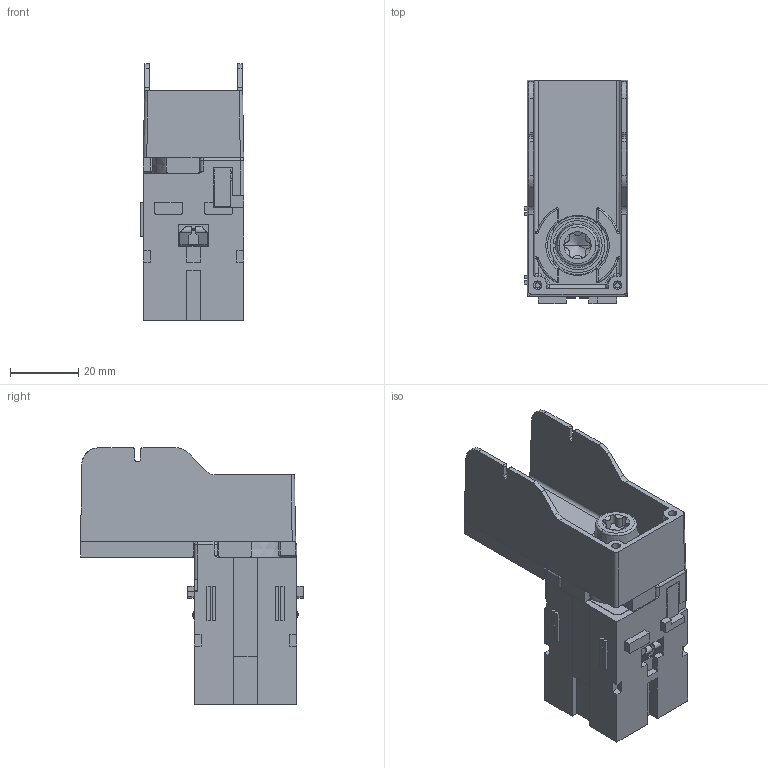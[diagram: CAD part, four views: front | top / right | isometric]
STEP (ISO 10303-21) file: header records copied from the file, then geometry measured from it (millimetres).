
FILE_DESCRIPTION(('Creo Elements/Direct Modeling STEP Export'),'2;1');
FILE_NAME('0ln7uvk5p88af0c5692','2023-02-16T16:41:56',(''),(''),'Creo Elements/Direct Modeling STEP processor for AP214 (Solid Model)','Creo Elements/Direct Modeling 20.1B 02-Apr-2019 (C) Parametric Technology GmbH','');
FILE_SCHEMA(('AUTOMOTIVE_DESIGN { 1 0 10303 214 1 1 1 1 }'));
Length unit declared in the file: millimetre
Products named in the file (3): Insulated cover plate; CX 01 30PEAM
Assembly tree (2 placements, depth 2):
  CX 01 30PEAM
    CX 01 30PEAM
    Insulated cover plate
Bounding box: 30.3 x 65.3 x 75.1 mm (x, y, z)
Volume: 43751.3 mm3; surface area: 31660.4 mm2
Topology: 2 solids, 2 shells, 761 faces, 2031 edges, 1245 vertices
Faces by surface type: plane 342, cylinder 257, bspline 57, sphere 46, torus 37, cone 20, extrusion 2
Entity records: 38318 total; most frequent: CARTESIAN_POINT 14354, ORIENTED_EDGE 3974, DIRECTION 3417, EDGE_CURVE 1987, VERTEX_POINT 1249, AXIS2_PLACEMENT_3D 1149, VECTOR 1119, LINE 1117
